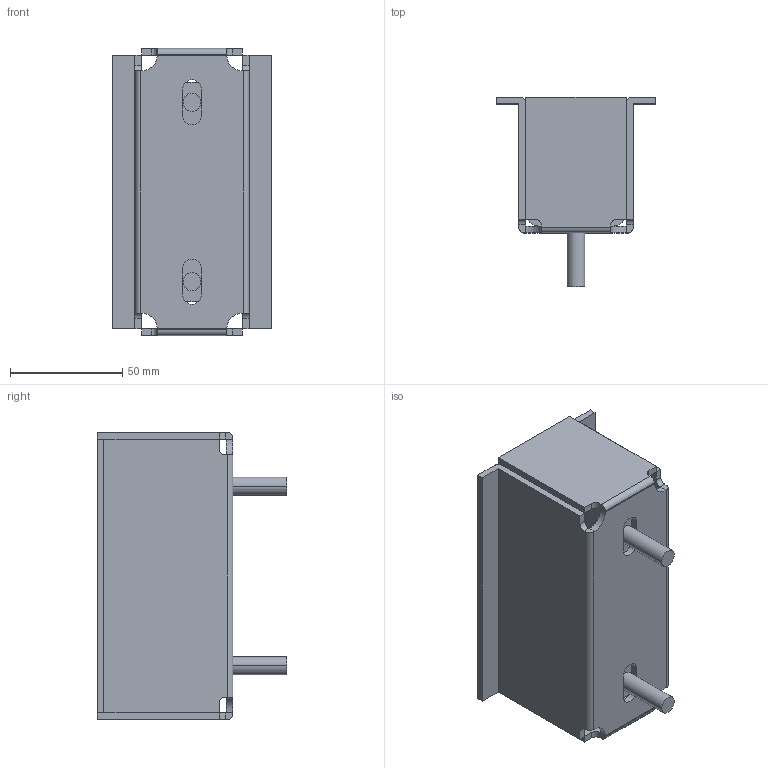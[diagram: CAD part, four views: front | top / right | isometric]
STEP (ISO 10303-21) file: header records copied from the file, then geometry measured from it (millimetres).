
FILE_DESCRIPTION (( 'STEP AP203' ), '1' );
FILE_NAME ('sone3D.STEP', '2017-09-07T08:04:42', ( '' ), ( '' ), 'SwSTEP 2.0', 'SolidWorks 2014', '' );
FILE_SCHEMA (( 'CONFIG_CONTROL_DESIGN' ));
Length unit declared in the file: millimetre
Products named in the file (4): 十字穴付き六角ボルトM8_M8×L30; C-1887-S受け本体_; C-1887-S受けケース_; sone3D
Assembly tree (4 placements, depth 2):
  sone3D
    C-1887-S受けケース_
    C-1887-S受け本体_
    十字穴付き六角ボルトM8_M8×L30  x2
Bounding box: 71 x 84.5 x 128 mm (x, y, z)
Volume: 122892.7 mm3; surface area: 85232.6 mm2
Topology: 7 solids, 7 shells, 206 faces, 532 edges, 330 vertices
Faces by surface type: plane 110, cylinder 42, bspline 26, torus 24, cone 4
Entity records: 5860 total; most frequent: CARTESIAN_POINT 1690, ORIENTED_EDGE 794, DIRECTION 753, EDGE_CURVE 397, AXIS2_PLACEMENT_3D 259, VERTEX_POINT 257, LINE 235, VECTOR 235
